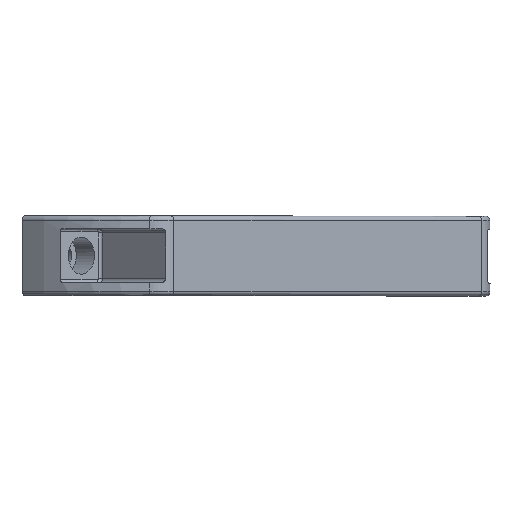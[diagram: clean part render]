
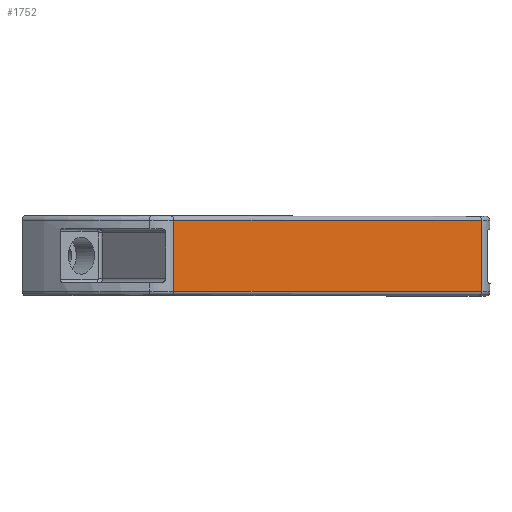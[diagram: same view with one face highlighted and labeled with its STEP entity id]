
A CAD part, top view. The second image highlights one B-rep face of the part: STEP entity #1752.
In plain terms, the highlighted face is planar.
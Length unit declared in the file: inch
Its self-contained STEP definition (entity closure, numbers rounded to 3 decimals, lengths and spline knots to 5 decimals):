
#181=DIRECTION('',(0.,0.,1.));
#182=VECTOR('',#181,0.98425);
#183=CARTESIAN_POINT('',(3.01339,1.9685,-0.49213));
#184=LINE('',#183,#182);
#567=DIRECTION('',(1.,0.,0.));
#568=VECTOR('',#567,6.02677);
#569=CARTESIAN_POINT('',(-3.01339,1.9685,
-0.49213));
#570=LINE('',#569,#568);
#579=DIRECTION('',(-1.,0.,0.));
#580=VECTOR('',#579,6.02677);
#581=CARTESIAN_POINT('',(3.01339,1.9685,0.49213));
#582=LINE('',#581,#580);
#619=DIRECTION('',(0.,0.,-1.));
#620=VECTOR('',#619,0.98425);
#621=CARTESIAN_POINT('',(-3.01339,1.9685,0.49213));
#622=LINE('',#621,#620);
#1041=CARTESIAN_POINT('',(3.01339,1.9685,
-0.49213));
#1042=VERTEX_POINT('',#1041);
#1043=CARTESIAN_POINT('',(3.01339,1.9685,0.49213));
#1044=VERTEX_POINT('',#1043);
#1055=CARTESIAN_POINT('',(-3.01339,1.9685,
0.49213));
#1056=VERTEX_POINT('',#1055);
#1057=CARTESIAN_POINT('',(-3.01339,1.9685,
-0.49213));
#1058=VERTEX_POINT('',#1057);
#1739=CARTESIAN_POINT('',(2.8937,1.9685,
-0.55118));
#1740=DIRECTION('',(0.,-1.,0.));
#1741=DIRECTION('',(0.,0.,-1.));
#1742=AXIS2_PLACEMENT_3D('',#1739,#1740,#1741);
#1743=PLANE('',#1742);
#1744=ORIENTED_EDGE('',*,*,#1257,.T.);
#1746=ORIENTED_EDGE('',*,*,#1745,.T.);
#1748=ORIENTED_EDGE('',*,*,#1747,.T.);
#1749=ORIENTED_EDGE('',*,*,#1731,.T.);
#1750=EDGE_LOOP('',(#1744,#1746,#1748,#1749));
#1751=FACE_OUTER_BOUND('',#1750,.F.);
#1257=EDGE_CURVE('',#1042,#1044,#184,.T.);
#1731=EDGE_CURVE('',#1058,#1042,#570,.T.);
#1745=EDGE_CURVE('',#1044,#1056,#582,.T.);
#1747=EDGE_CURVE('',#1056,#1058,#622,.T.);
#1752=ADVANCED_FACE('',(#1751),#1743,.F.);
